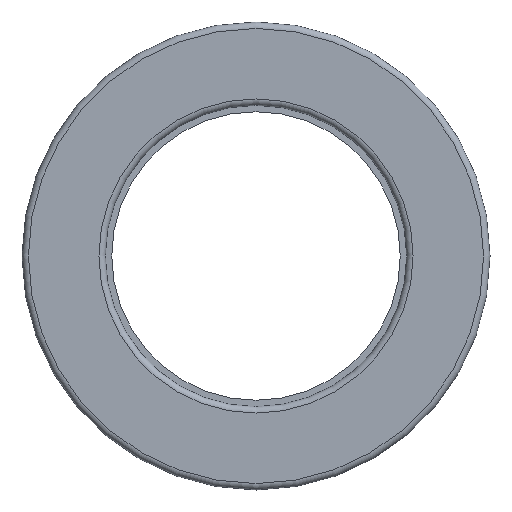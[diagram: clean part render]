
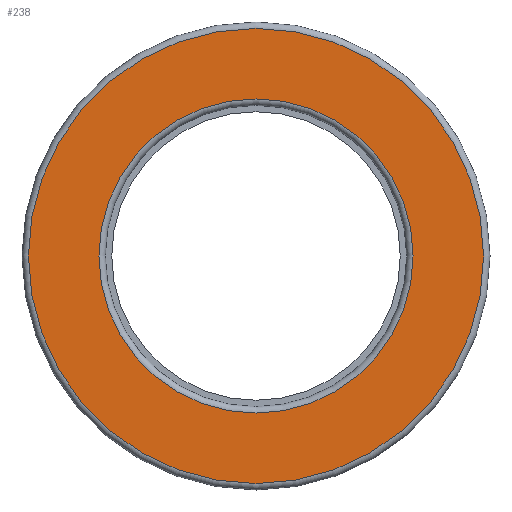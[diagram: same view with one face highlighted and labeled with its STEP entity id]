
A CAD part, front view. The second image highlights one B-rep face of the part: STEP entity #238.
In plain terms, the highlighted planar face has unit normal (0, -1, 0).
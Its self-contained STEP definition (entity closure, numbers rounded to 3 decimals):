
#74=PLANE('',#295);
#90=ORIENTED_EDGE('',*,*,#121,.T.);
#91=ORIENTED_EDGE('',*,*,#120,.F.);
#120=EDGE_CURVE('',#136,#136,#153,.T.);
#121=EDGE_CURVE('',#137,#137,#154,.T.);
#136=VERTEX_POINT('',#435);
#137=VERTEX_POINT('',#438);
#153=CIRCLE('',#294,35.5);
#154=CIRCLE('',#296,24.5);
#171=EDGE_LOOP('',(#90));
#172=EDGE_LOOP('',(#91));
#203=FACE_BOUND('',#171,.T.);
#204=FACE_BOUND('',#172,.T.);
#238=ADVANCED_FACE('',(#203,#204),#74,.T.);
#294=AXIS2_PLACEMENT_3D('',#434,#345,#346);
#295=AXIS2_PLACEMENT_3D('',#436,#347,#348);
#296=AXIS2_PLACEMENT_3D('',#437,#349,#350);
#345=DIRECTION('',(0.,1.,0.));
#346=DIRECTION('',(-1.,0.,0.));
#347=DIRECTION('',(0.,-1.,0.));
#348=DIRECTION('',(1.,0.,0.));
#349=DIRECTION('',(0.,1.,0.));
#350=DIRECTION('',(-1.,0.,0.));
#434=CARTESIAN_POINT('',(0.,0.,0.));
#435=CARTESIAN_POINT('',(-35.5,0.,0.));
#436=CARTESIAN_POINT('',(-35.5,0.,0.));
#437=CARTESIAN_POINT('',(0.,0.,0.));
#438=CARTESIAN_POINT('',(-24.5,0.,0.));
